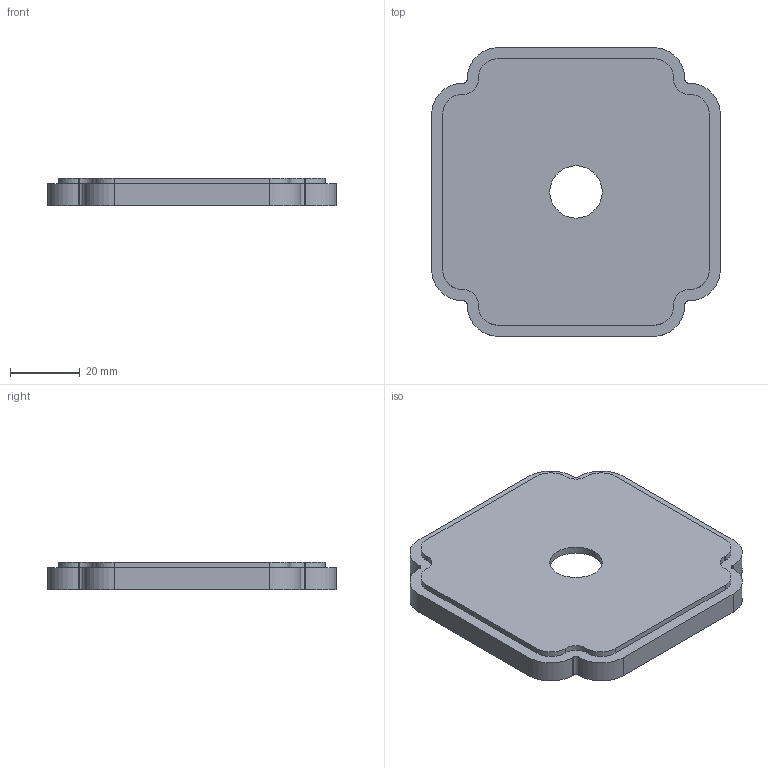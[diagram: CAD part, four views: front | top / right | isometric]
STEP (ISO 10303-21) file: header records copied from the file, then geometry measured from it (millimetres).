
FILE_DESCRIPTION((''),'2;1');
FILE_NAME('20-514_ASM','2024-02-08T00:25:22',('ChavanR'),(''),'CREO PARAMETRIC BY PTC INC, 2023134','CREO PARAMETRIC BY PTC INC, 2023134','');
FILE_SCHEMA(('CONFIG_CONTROL_DESIGN'));
Length unit declared in the file: inch
Products named in the file (2): 12510; 20-514_ASM
Assembly tree (1 placements, depth 2):
  20-514_ASM
    12510
Bounding box: 82.55 x 82.55 x 7.95 mm (x, y, z)
Volume: 16270.5 mm3; surface area: 16182 mm2
Topology: 1 solids, 1 shells, 151 faces, 390 edges, 244 vertices
Faces by surface type: cylinder 74, plane 53, torus 16, bspline 8
Entity records: 4871 total; most frequent: CARTESIAN_POINT 1004, DIRECTION 854, ORIENTED_EDGE 780, EDGE_CURVE 390, AXIS2_PLACEMENT_3D 318, VERTEX_POINT 244, VECTOR 218, LINE 218
